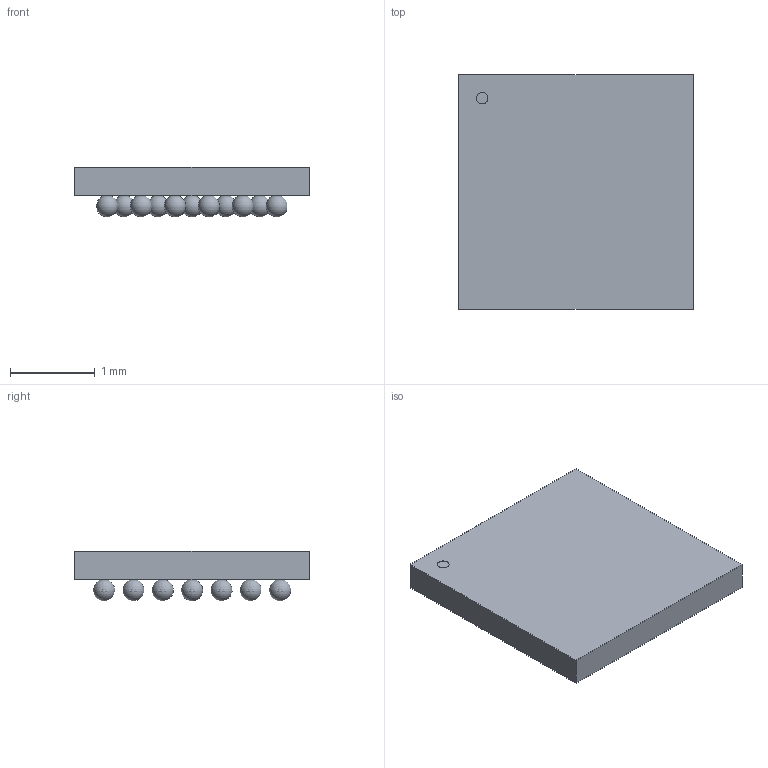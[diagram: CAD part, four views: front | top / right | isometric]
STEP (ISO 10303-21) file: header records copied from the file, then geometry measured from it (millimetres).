
FILE_DESCRIPTION(('STEP AP214'),'1');
FILE_NAME('WLCSP39_STM','2025-02-05T02:14:26',(''),(''),'','','');
FILE_SCHEMA(('AUTOMOTIVE_DESIGN'));
Length unit declared in the file: millimetre
Products named in the file (1): product
Bounding box: 2.77 x 2.77 x 0.59 mm (x, y, z)
Volume: 2.9 mm3; surface area: 26.9 mm2
Topology: 41 solids, 41 shells, 48 faces, 132 edges, 88 vertices
Faces by surface type: sphere 39, plane 8, cylinder 1
Full cylindrical faces by diameter (mm): 0.138 x1
Entity records: 724 total; most frequent: DIRECTION 116, CARTESIAN_POINT 62, AXIS2_PLACEMENT_3D 52, STYLED_ITEM 48, ADVANCED_FACE 48, MANIFOLD_SOLID_BREP 41, CLOSED_SHELL 41, SPHERICAL_SURFACE 39
